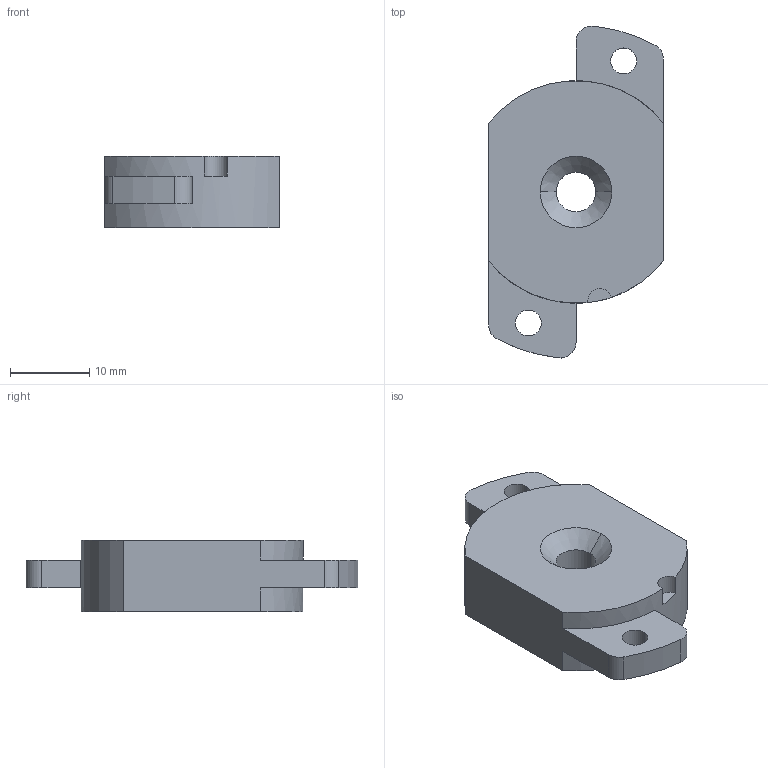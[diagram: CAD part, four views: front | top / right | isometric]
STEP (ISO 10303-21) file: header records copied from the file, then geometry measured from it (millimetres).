
FILE_DESCRIPTION (( 'STEP AP214' ), '1' );
FILE_NAME ('nixie_socket_ukrainian.step', '2020-01-14T03:03:56', ( '' ), ( '' ), 'SwSTEP 2.0', 'SolidWorks 2018', '' );
FILE_SCHEMA (( 'AUTOMOTIVE_DESIGN' ));
Length unit declared in the file: millimetre
Products named in the file (1): nixie_socket_ukrainian
Bounding box: 22 x 41.78 x 9 mm (x, y, z)
Volume: 5197.9 mm3; surface area: 2415.9 mm2
Topology: 1 solids, 1 shells, 28 faces, 76 edges, 50 vertices
Faces by surface type: cylinder 15, plane 11, cone 2
Entity records: 948 total; most frequent: DIRECTION 172, CARTESIAN_POINT 155, ORIENTED_EDGE 152, EDGE_CURVE 76, AXIS2_PLACEMENT_3D 67, VERTEX_POINT 50, LINE 38, VECTOR 38
